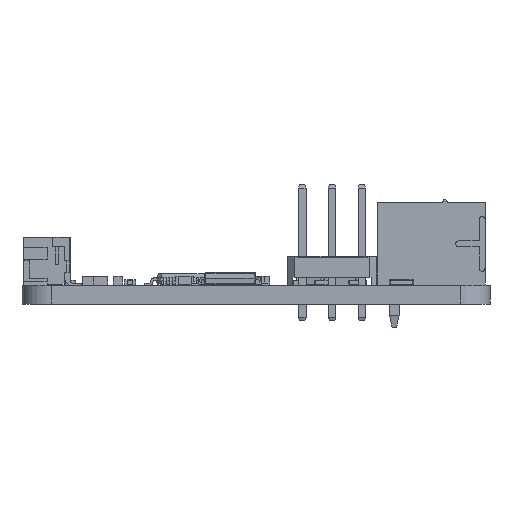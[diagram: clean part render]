
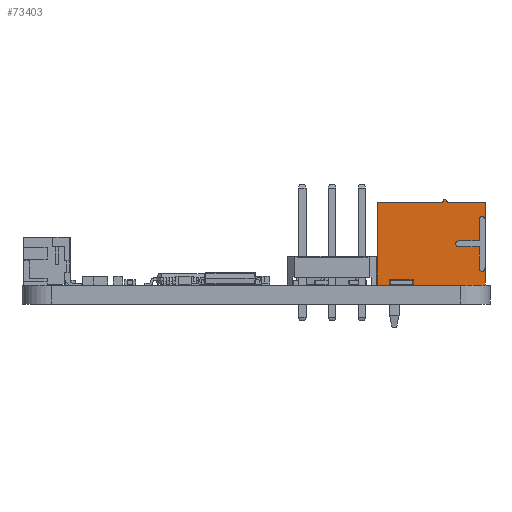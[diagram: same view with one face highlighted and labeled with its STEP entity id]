
A CAD part, left-side view. The second image highlights one B-rep face of the part: STEP entity #73403.
In plain terms, the highlighted planar face has unit normal (-1, 0, 0).
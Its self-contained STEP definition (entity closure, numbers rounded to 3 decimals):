
#73009 = EDGE_CURVE('',#73010,#73012,#73014,.T.);
#73010 = VERTEX_POINT('',#73011);
#73011 = CARTESIAN_POINT('',(-4.05,-4.6,-3.525));
#73012 = VERTEX_POINT('',#73013);
#73013 = CARTESIAN_POINT('',(-4.05,-4.6,-2.1));
#73014 = LINE('',#73015,#73016);
#73015 = CARTESIAN_POINT('',(-4.05,-4.6,-3.525));
#73016 = VECTOR('',#73017,1.);
#73017 = DIRECTION('',(0.,0.,1.));
#73068 = VERTEX_POINT('',#73069);
#73069 = CARTESIAN_POINT('',(-4.05,-4.6,3.525));
#73075 = EDGE_CURVE('',#73076,#73068,#73078,.T.);
#73076 = VERTEX_POINT('',#73077);
#73077 = CARTESIAN_POINT('',(-4.05,-4.6,2.1));
#73078 = LINE('',#73079,#73080);
#73079 = CARTESIAN_POINT('',(-4.05,-4.6,-3.525));
#73080 = VECTOR('',#73081,1.);
#73081 = DIRECTION('',(0.,0.,1.));
#73403 = ADVANCED_FACE('',(#73404),#73520,.F.);
#73404 = FACE_BOUND('',#73405,.F.);
#73405 = EDGE_LOOP('',(#73406,#73414,#73415,#73424,#73432,#73440,#73449,
    #73457,#73465,#73472,#73473,#73481,#73489,#73497,#73505,#73514));
#73406 = ORIENTED_EDGE('',*,*,#73407,.T.);
#73407 = EDGE_CURVE('',#73408,#73068,#73410,.T.);
#73408 = VERTEX_POINT('',#73409);
#73409 = CARTESIAN_POINT('',(-4.05,-1.35,3.525));
#73410 = LINE('',#73411,#73412);
#73411 = CARTESIAN_POINT('',(-4.05,0.,3.525));
#73412 = VECTOR('',#73413,1.);
#73413 = DIRECTION('',(0.,-1.,0.));
#73414 = ORIENTED_EDGE('',*,*,#73075,.F.);
#73415 = ORIENTED_EDGE('',*,*,#73416,.T.);
#73416 = EDGE_CURVE('',#73076,#73417,#73419,.T.);
#73417 = VERTEX_POINT('',#73418);
#73418 = CARTESIAN_POINT('',(-4.05,-4.1,2.1));
#73419 = CIRCLE('',#73420,0.25);
#73420 = AXIS2_PLACEMENT_3D('',#73421,#73422,#73423);
#73421 = CARTESIAN_POINT('',(-4.05,-4.35,2.1));
#73422 = DIRECTION('',(-1.,0.,0.));
#73423 = DIRECTION('',(0.,1.,0.));
#73424 = ORIENTED_EDGE('',*,*,#73425,.F.);
#73425 = EDGE_CURVE('',#73426,#73417,#73428,.T.);
#73426 = VERTEX_POINT('',#73427);
#73427 = CARTESIAN_POINT('',(-4.05,-4.1,0.25));
#73428 = LINE('',#73429,#73430);
#73429 = CARTESIAN_POINT('',(-4.05,-4.1,2.113));
#73430 = VECTOR('',#73431,1.);
#73431 = DIRECTION('',(0.,0.,1.));
#73432 = ORIENTED_EDGE('',*,*,#73433,.F.);
#73433 = EDGE_CURVE('',#73434,#73426,#73436,.T.);
#73434 = VERTEX_POINT('',#73435);
#73435 = CARTESIAN_POINT('',(-4.05,-2.35,0.25));
#73436 = LINE('',#73437,#73438);
#73437 = CARTESIAN_POINT('',(-4.05,-3.475,0.25));
#73438 = VECTOR('',#73439,1.);
#73439 = DIRECTION('',(0.,-1.,0.));
#73440 = ORIENTED_EDGE('',*,*,#73441,.T.);
#73441 = EDGE_CURVE('',#73434,#73442,#73444,.T.);
#73442 = VERTEX_POINT('',#73443);
#73443 = CARTESIAN_POINT('',(-4.05,-2.35,-0.25));
#73444 = CIRCLE('',#73445,0.25);
#73445 = AXIS2_PLACEMENT_3D('',#73446,#73447,#73448);
#73446 = CARTESIAN_POINT('',(-4.05,-2.35,0.));
#73447 = DIRECTION('',(-1.,0.,0.));
#73448 = DIRECTION('',(0.,1.,0.));
#73449 = ORIENTED_EDGE('',*,*,#73450,.F.);
#73450 = EDGE_CURVE('',#73451,#73442,#73453,.T.);
#73451 = VERTEX_POINT('',#73452);
#73452 = CARTESIAN_POINT('',(-4.05,-4.1,-0.25));
#73453 = LINE('',#73454,#73455);
#73454 = CARTESIAN_POINT('',(-4.05,-4.35,-0.25));
#73455 = VECTOR('',#73456,1.);
#73456 = DIRECTION('',(0.,1.,0.));
#73457 = ORIENTED_EDGE('',*,*,#73458,.F.);
#73458 = EDGE_CURVE('',#73459,#73451,#73461,.T.);
#73459 = VERTEX_POINT('',#73460);
#73460 = CARTESIAN_POINT('',(-4.05,-4.1,-2.1));
#73461 = LINE('',#73462,#73463);
#73462 = CARTESIAN_POINT('',(-4.05,-4.1,0.938));
#73463 = VECTOR('',#73464,1.);
#73464 = DIRECTION('',(0.,0.,1.));
#73465 = ORIENTED_EDGE('',*,*,#73466,.T.);
#73466 = EDGE_CURVE('',#73459,#73012,#73467,.T.);
#73467 = CIRCLE('',#73468,0.25);
#73468 = AXIS2_PLACEMENT_3D('',#73469,#73470,#73471);
#73469 = CARTESIAN_POINT('',(-4.05,-4.35,-2.1));
#73470 = DIRECTION('',(-1.,0.,0.));
#73471 = DIRECTION('',(0.,1.,0.));
#73472 = ORIENTED_EDGE('',*,*,#73009,.F.);
#73473 = ORIENTED_EDGE('',*,*,#73474,.F.);
#73474 = EDGE_CURVE('',#73475,#73010,#73477,.T.);
#73475 = VERTEX_POINT('',#73476);
#73476 = CARTESIAN_POINT('',(-4.05,4.6,-3.525));
#73477 = LINE('',#73478,#73479);
#73478 = CARTESIAN_POINT('',(-4.05,4.6,-3.525));
#73479 = VECTOR('',#73480,1.);
#73480 = DIRECTION('',(0.,-1.,0.));
#73481 = ORIENTED_EDGE('',*,*,#73482,.F.);
#73482 = EDGE_CURVE('',#73483,#73475,#73485,.T.);
#73483 = VERTEX_POINT('',#73484);
#73484 = CARTESIAN_POINT('',(-4.05,4.6,3.525));
#73485 = LINE('',#73486,#73487);
#73486 = CARTESIAN_POINT('',(-4.05,4.6,3.975));
#73487 = VECTOR('',#73488,1.);
#73488 = DIRECTION('',(0.,0.,-1.));
#73489 = ORIENTED_EDGE('',*,*,#73490,.T.);
#73490 = EDGE_CURVE('',#73483,#73491,#73493,.T.);
#73491 = VERTEX_POINT('',#73492);
#73492 = CARTESIAN_POINT('',(-4.05,-1.,3.525));
#73493 = LINE('',#73494,#73495);
#73494 = CARTESIAN_POINT('',(-4.05,0.,3.525));
#73495 = VECTOR('',#73496,1.);
#73496 = DIRECTION('',(0.,-1.,0.));
#73497 = ORIENTED_EDGE('',*,*,#73498,.T.);
#73498 = EDGE_CURVE('',#73491,#73499,#73501,.T.);
#73499 = VERTEX_POINT('',#73500);
#73500 = CARTESIAN_POINT('',(-4.05,-1.,3.6));
#73501 = LINE('',#73502,#73503);
#73502 = CARTESIAN_POINT('',(-4.05,-1.,3.75));
#73503 = VECTOR('',#73504,1.);
#73504 = DIRECTION('',(0.,0.,1.));
#73505 = ORIENTED_EDGE('',*,*,#73506,.F.);
#73506 = EDGE_CURVE('',#73507,#73499,#73509,.T.);
#73507 = VERTEX_POINT('',#73508);
#73508 = CARTESIAN_POINT('',(-4.05,-1.35,3.6));
#73509 = CIRCLE('',#73510,0.175);
#73510 = AXIS2_PLACEMENT_3D('',#73511,#73512,#73513);
#73511 = CARTESIAN_POINT('',(-4.05,-1.175,3.6));
#73512 = DIRECTION('',(-1.,0.,0.));
#73513 = DIRECTION('',(0.,1.,0.));
#73514 = ORIENTED_EDGE('',*,*,#73515,.T.);
#73515 = EDGE_CURVE('',#73507,#73408,#73516,.T.);
#73516 = LINE('',#73517,#73518);
#73517 = CARTESIAN_POINT('',(-4.05,-1.35,3.788));
#73518 = VECTOR('',#73519,1.);
#73519 = DIRECTION('',(0.,0.,-1.));
#73520 = PLANE('',#73521);
#73521 = AXIS2_PLACEMENT_3D('',#73522,#73523,#73524);
#73522 = CARTESIAN_POINT('',(-4.05,-4.6,3.975));
#73523 = DIRECTION('',(1.,0.,0.));
#73524 = DIRECTION('',(0.,1.,0.));
